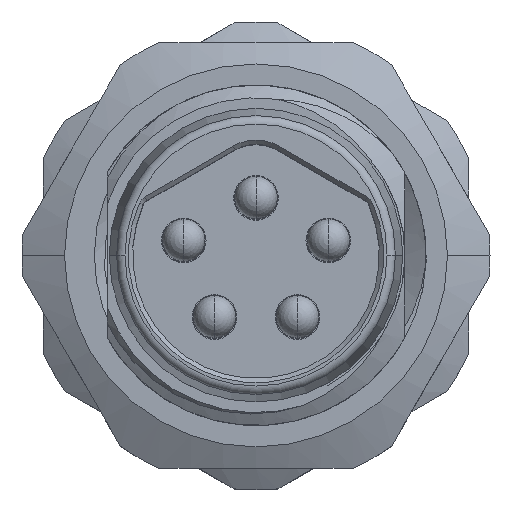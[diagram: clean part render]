
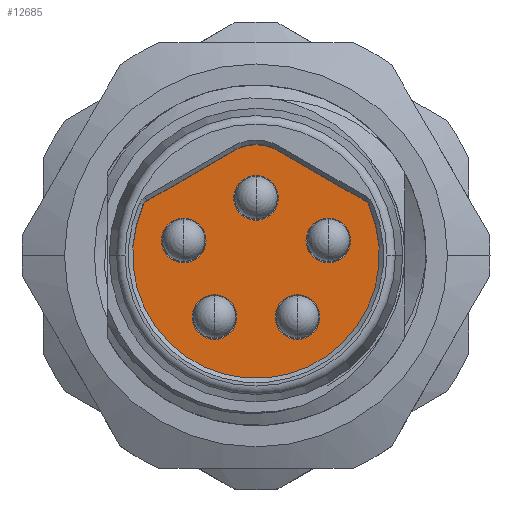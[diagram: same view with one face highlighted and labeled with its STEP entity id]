
A CAD part, top view. The second image highlights one B-rep face of the part: STEP entity #12685.
In plain terms, the highlighted planar face has unit normal (0, 0, 1).
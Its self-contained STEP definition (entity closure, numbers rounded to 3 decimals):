
#10921=CARTESIAN_POINT('',(0.,1.6,7.));
#10922=DIRECTION('',(0.,0.,1.));
#10923=DIRECTION('',(0.5,0.866,0.));
#10924=AXIS2_PLACEMENT_3D('',#10921,#10922,#10923);
#10926=DIRECTION('',(-0.866,0.5,0.));
#10927=VECTOR('',#10926,2.385);
#10928=CARTESIAN_POINT('',(2.566,1.273,7.));
#10929=LINE('',#10928,#10927);
#10930=CARTESIAN_POINT('',(2.466,1.1,7.));
#10931=DIRECTION('',(0.,0.,1.));
#10932=DIRECTION('',(0.913,0.407,0.));
#10933=AXIS2_PLACEMENT_3D('',#10930,#10931,#10932);
#10935=CARTESIAN_POINT('',(0.,0.,7.));
#10936=DIRECTION('',(0.,0.,1.));
#10937=DIRECTION('',(-0.913,0.407,0.));
#10938=AXIS2_PLACEMENT_3D('',#10935,#10936,#10937);
#10940=CARTESIAN_POINT('',(-2.466,1.1,7.));
#10941=DIRECTION('',(0.,0.,1.));
#10942=DIRECTION('',(-0.5,0.866,0.));
#10943=AXIS2_PLACEMENT_3D('',#10940,#10941,#10942);
#10945=DIRECTION('',(-0.866,-0.5,0.));
#10946=VECTOR('',#10945,2.385);
#10947=CARTESIAN_POINT('',(-0.5,2.466,7.));
#10948=LINE('',#10947,#10946);
#10949=CARTESIAN_POINT('',(-0.975,-1.45,7.));
#10950=DIRECTION('',(0.,0.,1.));
#10951=DIRECTION('',(-1.,0.,0.));
#10952=AXIS2_PLACEMENT_3D('',#10949,#10950,#10951);
#10954=CARTESIAN_POINT('',(-0.975,-1.45,7.));
#10955=DIRECTION('',(0.,0.,1.));
#10956=DIRECTION('',(1.,0.,0.));
#10957=AXIS2_PLACEMENT_3D('',#10954,#10955,#10956);
#10959=CARTESIAN_POINT('',(0.975,-1.45,7.));
#10960=DIRECTION('',(0.,0.,1.));
#10961=DIRECTION('',(-1.,0.,0.));
#10962=AXIS2_PLACEMENT_3D('',#10959,#10960,#10961);
#10964=CARTESIAN_POINT('',(0.975,-1.45,7.));
#10965=DIRECTION('',(0.,0.,1.));
#10966=DIRECTION('',(1.,0.,0.));
#10967=AXIS2_PLACEMENT_3D('',#10964,#10965,#10966);
#10969=CARTESIAN_POINT('',(1.7,0.35,7.));
#10970=DIRECTION('',(0.,0.,1.));
#10971=DIRECTION('',(-1.,0.,0.));
#10972=AXIS2_PLACEMENT_3D('',#10969,#10970,#10971);
#10974=CARTESIAN_POINT('',(1.7,0.35,7.));
#10975=DIRECTION('',(0.,0.,1.));
#10976=DIRECTION('',(1.,0.,0.));
#10977=AXIS2_PLACEMENT_3D('',#10974,#10975,#10976);
#10979=CARTESIAN_POINT('',(0.,1.35,7.));
#10980=DIRECTION('',(0.,0.,1.));
#10981=DIRECTION('',(-1.,0.,0.));
#10982=AXIS2_PLACEMENT_3D('',#10979,#10980,#10981);
#10984=CARTESIAN_POINT('',(0.,1.35,7.));
#10985=DIRECTION('',(0.,0.,1.));
#10986=DIRECTION('',(1.,0.,0.));
#10987=AXIS2_PLACEMENT_3D('',#10984,#10985,#10986);
#10989=CARTESIAN_POINT('',(-1.7,0.35,7.));
#10990=DIRECTION('',(0.,0.,1.));
#10991=DIRECTION('',(-1.,0.,0.));
#10992=AXIS2_PLACEMENT_3D('',#10989,#10990,#10991);
#10994=CARTESIAN_POINT('',(-1.7,0.35,7.));
#10995=DIRECTION('',(0.,0.,1.));
#10996=DIRECTION('',(1.,0.,0.));
#10997=AXIS2_PLACEMENT_3D('',#10994,#10995,#10996);
#12048=CARTESIAN_POINT('',(0.5,2.466,7.));
#12049=CARTESIAN_POINT('',(-0.5,2.466,7.));
#12050=VERTEX_POINT('',#12048);
#12051=VERTEX_POINT('',#12049);
#12052=CARTESIAN_POINT('',(-2.566,1.273,7.));
#12053=VERTEX_POINT('',#12052);
#12054=CARTESIAN_POINT('',(-2.648,1.182,7.));
#12055=VERTEX_POINT('',#12054);
#12056=CARTESIAN_POINT('',(2.648,1.182,7.));
#12057=VERTEX_POINT('',#12056);
#12058=CARTESIAN_POINT('',(2.566,1.273,7.));
#12059=VERTEX_POINT('',#12058);
#12060=CARTESIAN_POINT('',(-1.5,-1.45,7.));
#12061=CARTESIAN_POINT('',(-0.45,-1.45,7.));
#12062=VERTEX_POINT('',#12060);
#12063=VERTEX_POINT('',#12061);
#12064=CARTESIAN_POINT('',(0.45,-1.45,7.));
#12065=CARTESIAN_POINT('',(1.5,-1.45,7.));
#12066=VERTEX_POINT('',#12064);
#12067=VERTEX_POINT('',#12065);
#12068=CARTESIAN_POINT('',(1.175,0.35,7.));
#12069=CARTESIAN_POINT('',(2.225,0.35,7.));
#12070=VERTEX_POINT('',#12068);
#12071=VERTEX_POINT('',#12069);
#12072=CARTESIAN_POINT('',(-0.525,1.35,7.));
#12073=CARTESIAN_POINT('',(0.525,1.35,7.));
#12074=VERTEX_POINT('',#12072);
#12075=VERTEX_POINT('',#12073);
#12076=CARTESIAN_POINT('',(-2.225,0.35,7.));
#12077=CARTESIAN_POINT('',(-1.175,0.35,7.));
#12078=VERTEX_POINT('',#12076);
#12079=VERTEX_POINT('',#12077);
#12638=CARTESIAN_POINT('',(0.,0.,7.));
#12639=DIRECTION('',(0.,0.,1.));
#12640=DIRECTION('',(-1.,0.,0.));
#12641=AXIS2_PLACEMENT_3D('',#12638,#12639,#12640);
#12642=PLANE('',#12641);
#12644=ORIENTED_EDGE('',*,*,#12643,.F.);
#12646=ORIENTED_EDGE('',*,*,#12645,.F.);
#12648=ORIENTED_EDGE('',*,*,#12647,.F.);
#12650=ORIENTED_EDGE('',*,*,#12649,.F.);
#12652=ORIENTED_EDGE('',*,*,#12651,.F.);
#12654=ORIENTED_EDGE('',*,*,#12653,.F.);
#12655=EDGE_LOOP('',(#12644,#12646,#12648,#12650,#12652,#12654));
#12656=FACE_OUTER_BOUND('',#12655,.F.);
#12657=ORIENTED_EDGE('',*,*,#12618,.T.);
#12658=ORIENTED_EDGE('',*,*,#12632,.T.);
#12659=EDGE_LOOP('',(#12657,#12658));
#12660=FACE_BOUND('',#12659,.F.);
#12662=ORIENTED_EDGE('',*,*,#12661,.T.);
#12664=ORIENTED_EDGE('',*,*,#12663,.T.);
#12665=EDGE_LOOP('',(#12662,#12664));
#12666=FACE_BOUND('',#12665,.F.);
#12668=ORIENTED_EDGE('',*,*,#12667,.T.);
#12670=ORIENTED_EDGE('',*,*,#12669,.T.);
#12671=EDGE_LOOP('',(#12668,#12670));
#12672=FACE_BOUND('',#12671,.F.);
#12674=ORIENTED_EDGE('',*,*,#12673,.T.);
#12676=ORIENTED_EDGE('',*,*,#12675,.T.);
#12677=EDGE_LOOP('',(#12674,#12676));
#12678=FACE_BOUND('',#12677,.F.);
#12680=ORIENTED_EDGE('',*,*,#12679,.T.);
#12682=ORIENTED_EDGE('',*,*,#12681,.T.);
#12683=EDGE_LOOP('',(#12680,#12682));
#12684=FACE_BOUND('',#12683,.F.);
#10925=CIRCLE('',#10924,1.);
#10934=CIRCLE('',#10933,0.2);
#10939=CIRCLE('',#10938,2.9);
#10944=CIRCLE('',#10943,0.2);
#10953=CIRCLE('',#10952,0.525);
#10958=CIRCLE('',#10957,0.525);
#10963=CIRCLE('',#10962,0.525);
#10968=CIRCLE('',#10967,0.525);
#10973=CIRCLE('',#10972,0.525);
#10978=CIRCLE('',#10977,0.525);
#10983=CIRCLE('',#10982,0.525);
#10988=CIRCLE('',#10987,0.525);
#10993=CIRCLE('',#10992,0.525);
#10998=CIRCLE('',#10997,0.525);
#12618=EDGE_CURVE('',#12062,#12063,#10953,.T.);
#12632=EDGE_CURVE('',#12063,#12062,#10958,.T.);
#12643=EDGE_CURVE('',#12050,#12051,#10925,.T.);
#12645=EDGE_CURVE('',#12059,#12050,#10929,.T.);
#12647=EDGE_CURVE('',#12057,#12059,#10934,.T.);
#12649=EDGE_CURVE('',#12055,#12057,#10939,.T.);
#12651=EDGE_CURVE('',#12053,#12055,#10944,.T.);
#12653=EDGE_CURVE('',#12051,#12053,#10948,.T.);
#12661=EDGE_CURVE('',#12066,#12067,#10963,.T.);
#12663=EDGE_CURVE('',#12067,#12066,#10968,.T.);
#12667=EDGE_CURVE('',#12070,#12071,#10973,.T.);
#12669=EDGE_CURVE('',#12071,#12070,#10978,.T.);
#12673=EDGE_CURVE('',#12074,#12075,#10983,.T.);
#12675=EDGE_CURVE('',#12075,#12074,#10988,.T.);
#12679=EDGE_CURVE('',#12078,#12079,#10993,.T.);
#12681=EDGE_CURVE('',#12079,#12078,#10998,.T.);
#12685=ADVANCED_FACE('',(#12656,#12660,#12666,#12672,#12678,#12684),#12642,.T.);
